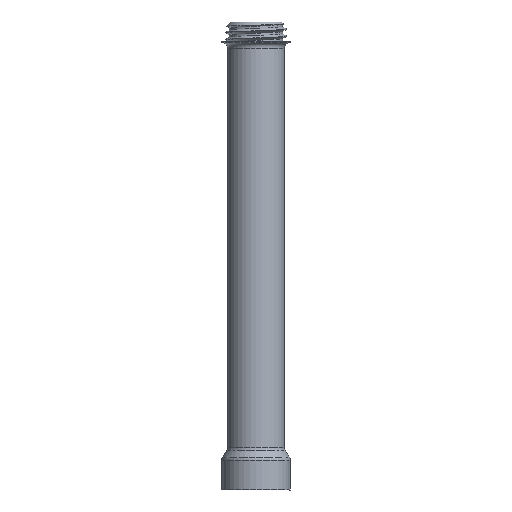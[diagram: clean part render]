
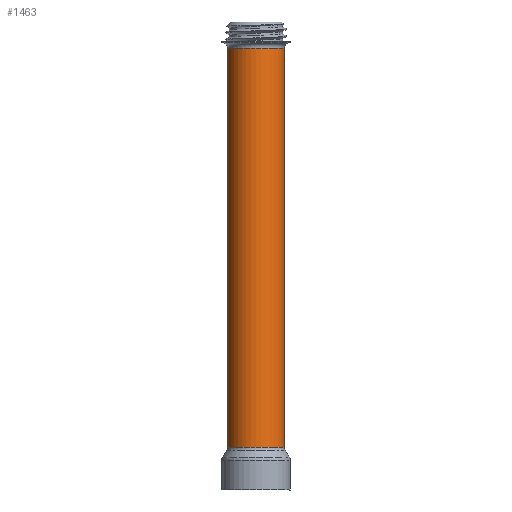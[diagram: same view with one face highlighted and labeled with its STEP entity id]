
A CAD part, front view. The second image highlights one B-rep face of the part: STEP entity #1463.
In plain terms, the highlighted cylindrical face has radius 14.52 mm (diameter 29.04 mm), a full revolution.
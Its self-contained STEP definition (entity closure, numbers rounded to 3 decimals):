
#1434 = VERTEX_POINT('',#1435);
#1435 = CARTESIAN_POINT('',(-14.52,0.,226.5));
#1452 = EDGE_CURVE('',#1434,#1434,#1453,.T.);
#1453 = CIRCLE('',#1454,14.52);
#1454 = AXIS2_PLACEMENT_3D('',#1455,#1456,#1457);
#1455 = CARTESIAN_POINT('',(0.,0.,226.5));
#1456 = DIRECTION('',(0.,-0.,1.));
#1457 = DIRECTION('',(1.,0.,0.));
#1463 = ADVANCED_FACE('',(#1464),#1483,.T.);
#1464 = FACE_BOUND('',#1465,.T.);
#1465 = EDGE_LOOP('',(#1466,#1467,#1475,#1482));
#1466 = ORIENTED_EDGE('',*,*,#1452,.F.);
#1467 = ORIENTED_EDGE('',*,*,#1468,.T.);
#1468 = EDGE_CURVE('',#1434,#1469,#1471,.T.);
#1469 = VERTEX_POINT('',#1470);
#1470 = CARTESIAN_POINT('',(-14.52,0.,21.853));
#1471 = LINE('',#1472,#1473);
#1472 = CARTESIAN_POINT('',(-14.52,0.,127.25));
#1473 = VECTOR('',#1474,1.);
#1474 = DIRECTION('',(0.,0.,-1.));
#1475 = ORIENTED_EDGE('',*,*,#1476,.F.);
#1476 = EDGE_CURVE('',#1469,#1469,#1477,.T.);
#1477 = CIRCLE('',#1478,14.52);
#1478 = AXIS2_PLACEMENT_3D('',#1479,#1480,#1481);
#1479 = CARTESIAN_POINT('',(0.,0.,21.853));
#1480 = DIRECTION('',(0.,0.,-1.));
#1481 = DIRECTION('',(-1.,0.,0.));
#1482 = ORIENTED_EDGE('',*,*,#1468,.F.);
#1483 = CYLINDRICAL_SURFACE('',#1484,14.52);
#1484 = AXIS2_PLACEMENT_3D('',#1485,#1486,#1487);
#1485 = CARTESIAN_POINT('',(0.,0.,127.25));
#1486 = DIRECTION('',(0.,0.,1.));
#1487 = DIRECTION('',(1.,0.,0.));
